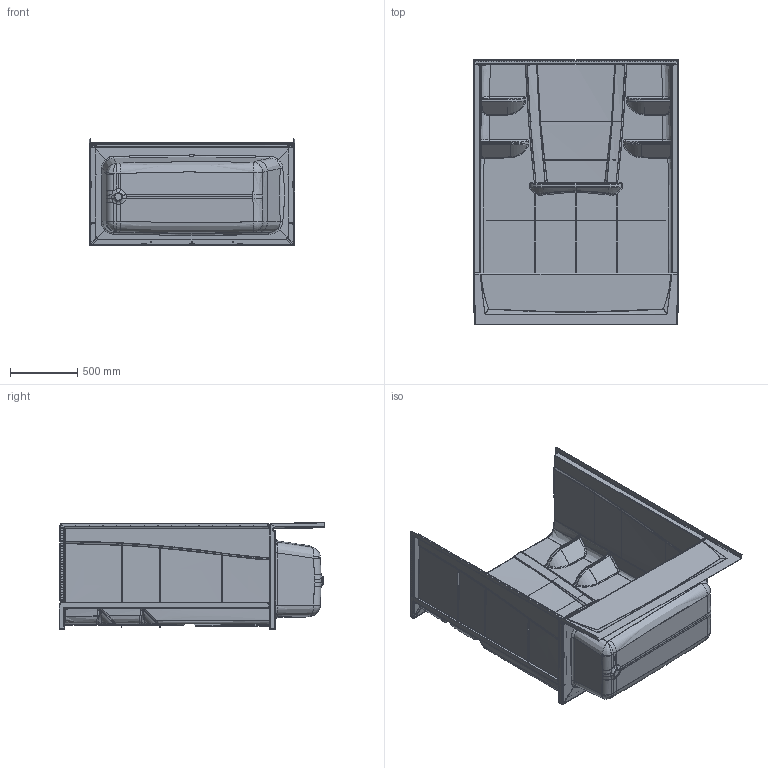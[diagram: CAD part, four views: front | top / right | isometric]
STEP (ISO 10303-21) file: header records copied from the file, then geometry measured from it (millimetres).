
FILE_DESCRIPTION (( 'STEP AP214' ), '1' );
FILE_NAME ('6030CTSL.STEP', '2023-06-15T16:54:09', ( '' ), ( '' ), 'SwSTEP 2.0', 'SolidWorks 2020', '' );
FILE_SCHEMA (( 'AUTOMOTIVE_DESIGN' ));
Length unit declared in the file: inch
Products named in the file (5): 2462CSWR; 6030CTL; 2462CSWL; 6030CTSL; 6062CBW
Assembly tree (4 placements, depth 2):
  6030CTSL
    6062CBW
    2462CSWL
    2462CSWR
    6030CTL
Bounding box: 1523.99 x 1965.01 x 793.84 mm (x, y, z)
Volume: 26356371.8 mm3; surface area: 16806948.9 mm2
Topology: 4 solids, 4 shells, 2314 faces, 5522 edges, 3315 vertices
Faces by surface type: bspline 880, cylinder 529, plane 453, sphere 414, torus 28, cone 10
Entity records: 118175 total; most frequent: CARTESIAN_POINT 71726, ORIENTED_EDGE 10858, DIRECTION 8023, EDGE_CURVE 5429, VERTEX_POINT 3315, AXIS2_PLACEMENT_3D 3201, EDGE_LOOP 2506, ADVANCED_FACE 2314
